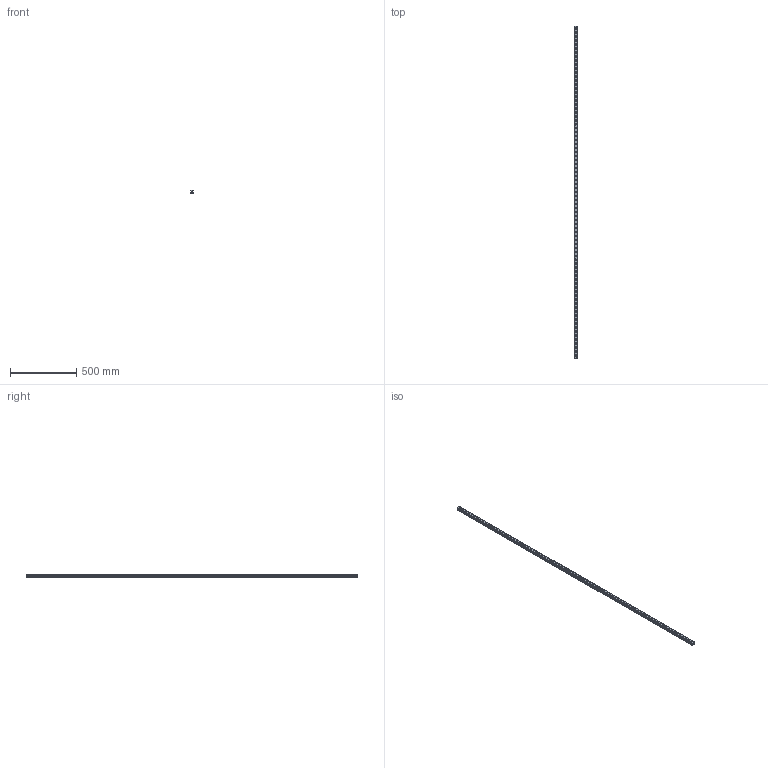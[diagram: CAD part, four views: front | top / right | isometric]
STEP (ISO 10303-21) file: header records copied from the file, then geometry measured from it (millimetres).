
FILE_DESCRIPTION(('STEP AP214'),'1');
FILE_NAME('cctmp_13E27A2A-4527-4B09-A051-6037DF8C3960_2021_03_11_10_11_42_0596..stp','2021-03-11T09:11:42',('HIWIN GmbH'),('CADClick - www.CADClick.com'),'Spatial InterOp 3D',' ','unknown authorization');
FILE_SCHEMA(('AUTOMOTIVE_DESIGN'));
Length unit declared in the file: millimetre
Products named in the file (1): RGR25R2500H_FILE
Bounding box: 23 x 2500 x 23.6 mm (x, y, z)
Volume: 1002989.2 mm3; surface area: 310139.2 mm2
Topology: 1 solids, 1 shells, 864 faces, 1827 edges, 1218 vertices
Faces by surface type: cylinder 516, plane 348
Entity records: 30619 total; most frequent: DIRECTION 4589, CARTESIAN_POINT 3910, ORIENTED_EDGE 3654, AXIS2_PLACEMENT_3D 1897, EDGE_CURVE 1827, VERTEX_POINT 1218, EDGE_LOOP 1117, CIRCLE 1032
